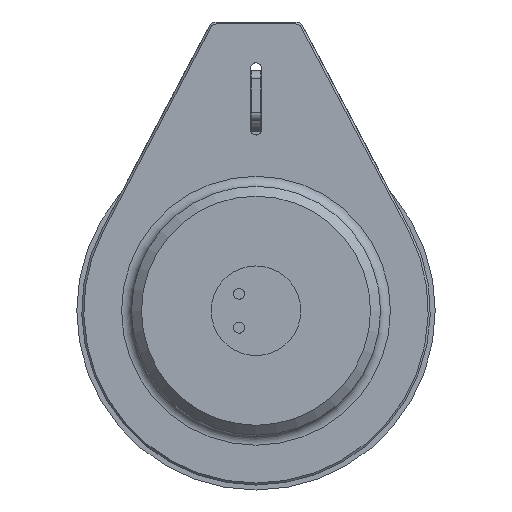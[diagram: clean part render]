
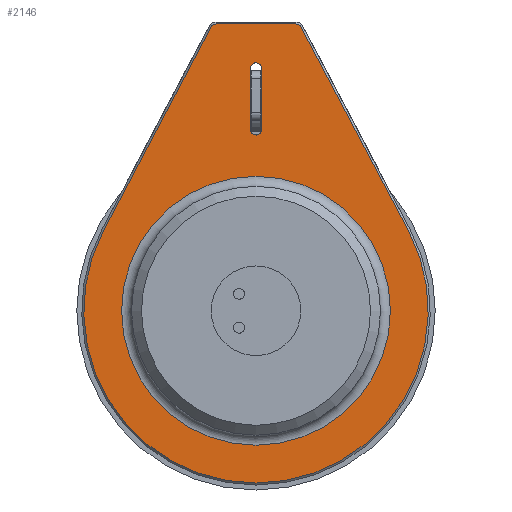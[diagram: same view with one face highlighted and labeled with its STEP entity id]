
A CAD part, left-side view. The second image highlights one B-rep face of the part: STEP entity #2146.
In plain terms, the highlighted planar face has unit normal (-1, 0, 0).
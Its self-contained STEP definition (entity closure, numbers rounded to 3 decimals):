
#22 = DIRECTION ( 'NONE',  ( 0., 0., -1. ) ) ;
#46 = DIRECTION ( 'NONE',  ( 1., 0., 0. ) ) ;
#51 = EDGE_CURVE ( 'NONE', #127, #3226, #2864, .T. ) ;
#104 = CARTESIAN_POINT ( 'NONE',  ( 200., 2.75, 8. ) ) ;
#114 = VERTEX_POINT ( 'NONE', #2645 ) ;
#127 = VERTEX_POINT ( 'NONE', #465 ) ;
#162 = LINE ( 'NONE', #1135, #1054 ) ;
#209 = AXIS2_PLACEMENT_3D ( 'NONE', #722, #2621, #3535 ) ;
#268 = ORIENTED_EDGE ( 'NONE', *, *, #2449, .T. ) ;
#286 = ORIENTED_EDGE ( 'NONE', *, *, #1268, .T. ) ;
#301 = EDGE_CURVE ( 'NONE', #1434, #437, #2111, .T. ) ;
#302 = CIRCLE ( 'NONE', #2362, 2.75 ) ;
#309 = CARTESIAN_POINT ( 'NONE',  ( 200., -2.75, 121.65 ) ) ;
#379 = CARTESIAN_POINT ( 'NONE',  ( 200., 2.75, 121.65 ) ) ;
#397 = DIRECTION ( 'NONE',  ( 0., 1., 0. ) ) ;
#437 = VERTEX_POINT ( 'NONE', #967 ) ;
#465 = CARTESIAN_POINT ( 'NONE',  ( 200., 2.75, 91. ) ) ;
#518 = EDGE_LOOP ( 'NONE', ( #1467, #2771, #3231, #2985, #3715, #1424 ) ) ;
#530 = CARTESIAN_POINT ( 'NONE',  ( 200., 20., 141. ) ) ;
#549 = EDGE_CURVE ( 'NONE', #114, #1194, #162, .T. ) ;
#635 = CARTESIAN_POINT ( 'NONE',  ( 200., 2.75, 127.344 ) ) ;
#722 = CARTESIAN_POINT ( 'NONE',  ( 200., 0., 0. ) ) ;
#842 = EDGE_CURVE ( 'NONE', #2786, #1167, #979, .T. ) ;
#933 = VECTOR ( 'NONE', #2227, 1000. ) ;
#960 = CARTESIAN_POINT ( 'NONE',  ( 200., 67.5, 0. ) ) ;
#967 = CARTESIAN_POINT ( 'NONE',  ( 200., 76.5, 40.374 ) ) ;
#979 = LINE ( 'NONE', #3156, #933 ) ;
#1008 = CARTESIAN_POINT ( 'NONE',  ( 200., 20., 144. ) ) ;
#1054 = VECTOR ( 'NONE', #3578, 1000. ) ;
#1064 = DIRECTION ( 'NONE',  ( -1., 0., 0. ) ) ;
#1135 = CARTESIAN_POINT ( 'NONE',  ( 200., -76.5, 40.374 ) ) ;
#1167 = VERTEX_POINT ( 'NONE', #2133 ) ;
#1194 = VERTEX_POINT ( 'NONE', #2057 ) ;
#1264 = CARTESIAN_POINT ( 'NONE',  ( 200., 0., 0. ) ) ;
#1268 = EDGE_CURVE ( 'NONE', #1167, #127, #302, .T. ) ;
#1289 = DIRECTION ( 'NONE',  ( 1., 0., 0. ) ) ;
#1295 = VECTOR ( 'NONE', #2954, 1000. ) ;
#1301 = CARTESIAN_POINT ( 'NONE',  ( 200., 0., 144. ) ) ;
#1386 = FACE_BOUND ( 'NONE', #2348, .T. ) ;
#1424 = ORIENTED_EDGE ( 'NONE', *, *, #2552, .T. ) ;
#1434 = VERTEX_POINT ( 'NONE', #1728 ) ;
#1467 = ORIENTED_EDGE ( 'NONE', *, *, #1661, .T. ) ;
#1479 = ORIENTED_EDGE ( 'NONE', *, *, #51, .T. ) ;
#1543 = VERTEX_POINT ( 'NONE', #960 ) ;
#1552 = AXIS2_PLACEMENT_3D ( 'NONE', #3275, #1064, #2291 ) ;
#1603 = CARTESIAN_POINT ( 'NONE',  ( 200., -2.75, 127.344 ) ) ;
#1661 = EDGE_CURVE ( 'NONE', #3869, #2019, #2166, .T. ) ;
#1689 = DIRECTION ( 'NONE',  ( -1., 0., 0. ) ) ;
#1702 = EDGE_CURVE ( 'NONE', #2786, #3226, #1923, .T. ) ;
#1728 = CARTESIAN_POINT ( 'NONE',  ( 200., 22.653, 142.4 ) ) ;
#1805 = EDGE_CURVE ( 'NONE', #437, #114, #3280, .T. ) ;
#1923 =( BOUNDED_CURVE ( )  B_SPLINE_CURVE ( 3, ( #2457, #1603, #635, #379 ),
 .UNSPECIFIED., .F., .T. ) 
 B_SPLINE_CURVE_WITH_KNOTS ( ( 4, 4 ),
 ( 4.712, 7.854 ),
 .UNSPECIFIED. ) 
 CURVE ( )  GEOMETRIC_REPRESENTATION_ITEM ( )  RATIONAL_B_SPLINE_CURVE ( ( 1., 0.333, 0.333, 1. ) ) 
 REPRESENTATION_ITEM ( '' )  );
#1924 = ORIENTED_EDGE ( 'NONE', *, *, #842, .T. ) ;
#1929 = AXIS2_PLACEMENT_3D ( 'NONE', #1264, #46, #3731 ) ;
#1948 = PLANE ( 'NONE',  #209 ) ;
#2019 = VERTEX_POINT ( 'NONE', #1008 ) ;
#2057 = CARTESIAN_POINT ( 'NONE',  ( 200., -22.653, 142.4 ) ) ;
#2085 = DIRECTION ( 'NONE',  ( -1., 0., 0. ) ) ;
#2091 = DIRECTION ( 'NONE',  ( 0., 0.467, -0.884 ) ) ;
#2111 = LINE ( 'NONE', #3700, #3811 ) ;
#2133 = CARTESIAN_POINT ( 'NONE',  ( 200., -2.75, 91. ) ) ;
#2146 = ADVANCED_FACE ( 'NONE', ( #2256, #2953, #1386 ), #1948, .T. ) ;
#2166 = LINE ( 'NONE', #1301, #3062 ) ;
#2227 = DIRECTION ( 'NONE',  ( 0., 0., -1. ) ) ;
#2256 = FACE_BOUND ( 'NONE', #3198, .T. ) ;
#2291 = DIRECTION ( 'NONE',  ( 0., 1., 0. ) ) ;
#2317 = DIRECTION ( 'NONE',  ( 0., 1., 0. ) ) ;
#2348 = EDGE_LOOP ( 'NONE', ( #1924, #286, #1479, #3480 ) ) ;
#2362 = AXIS2_PLACEMENT_3D ( 'NONE', #3752, #1289, #22 ) ;
#2449 = EDGE_CURVE ( 'NONE', #1543, #1543, #3687, .T. ) ;
#2457 = CARTESIAN_POINT ( 'NONE',  ( 200., -2.75, 121.65 ) ) ;
#2552 = EDGE_CURVE ( 'NONE', #1194, #3869, #2979, .T. ) ;
#2614 = CARTESIAN_POINT ( 'NONE',  ( 200., -20., 144. ) ) ;
#2621 = DIRECTION ( 'NONE',  ( -1., 0., 0. ) ) ;
#2645 = CARTESIAN_POINT ( 'NONE',  ( 200., -76.5, 40.374 ) ) ;
#2702 = AXIS2_PLACEMENT_3D ( 'NONE', #530, #2085, #3619 ) ;
#2771 = ORIENTED_EDGE ( 'NONE', *, *, #3735, .T. ) ;
#2786 = VERTEX_POINT ( 'NONE', #309 ) ;
#2864 = LINE ( 'NONE', #104, #1295 ) ;
#2953 = FACE_OUTER_BOUND ( 'NONE', #518, .T. ) ;
#2954 = DIRECTION ( 'NONE',  ( 0., 0., 1. ) ) ;
#2979 = CIRCLE ( 'NONE', #1552, 3. ) ;
#2985 = ORIENTED_EDGE ( 'NONE', *, *, #1805, .T. ) ;
#2996 = CARTESIAN_POINT ( 'NONE',  ( 200., 0., 0. ) ) ;
#3062 = VECTOR ( 'NONE', #397, 1000. ) ;
#3156 = CARTESIAN_POINT ( 'NONE',  ( 200., -2.75, 28.5 ) ) ;
#3198 = EDGE_LOOP ( 'NONE', ( #268 ) ) ;
#3226 = VERTEX_POINT ( 'NONE', #3498 ) ;
#3231 = ORIENTED_EDGE ( 'NONE', *, *, #301, .T. ) ;
#3275 = CARTESIAN_POINT ( 'NONE',  ( 200., -20., 141. ) ) ;
#3280 = CIRCLE ( 'NONE', #3599, 86.5 ) ;
#3409 = CIRCLE ( 'NONE', #2702, 3. ) ;
#3480 = ORIENTED_EDGE ( 'NONE', *, *, #1702, .F. ) ;
#3498 = CARTESIAN_POINT ( 'NONE',  ( 200., 2.75, 121.65 ) ) ;
#3535 = DIRECTION ( 'NONE',  ( 0., 1., 0. ) ) ;
#3578 = DIRECTION ( 'NONE',  ( 0., 0.467, 0.884 ) ) ;
#3599 = AXIS2_PLACEMENT_3D ( 'NONE', #2996, #1689, #2317 ) ;
#3619 = DIRECTION ( 'NONE',  ( 0., 1., 0. ) ) ;
#3687 = CIRCLE ( 'NONE', #1929, 67.5 ) ;
#3700 = CARTESIAN_POINT ( 'NONE',  ( 200., 76.5, 40.374 ) ) ;
#3715 = ORIENTED_EDGE ( 'NONE', *, *, #549, .T. ) ;
#3731 = DIRECTION ( 'NONE',  ( 0., 1., 0. ) ) ;
#3735 = EDGE_CURVE ( 'NONE', #2019, #1434, #3409, .T. ) ;
#3752 = CARTESIAN_POINT ( 'NONE',  ( 200., 0., 91. ) ) ;
#3811 = VECTOR ( 'NONE', #2091, 1000. ) ;
#3869 = VERTEX_POINT ( 'NONE', #2614 ) ;
